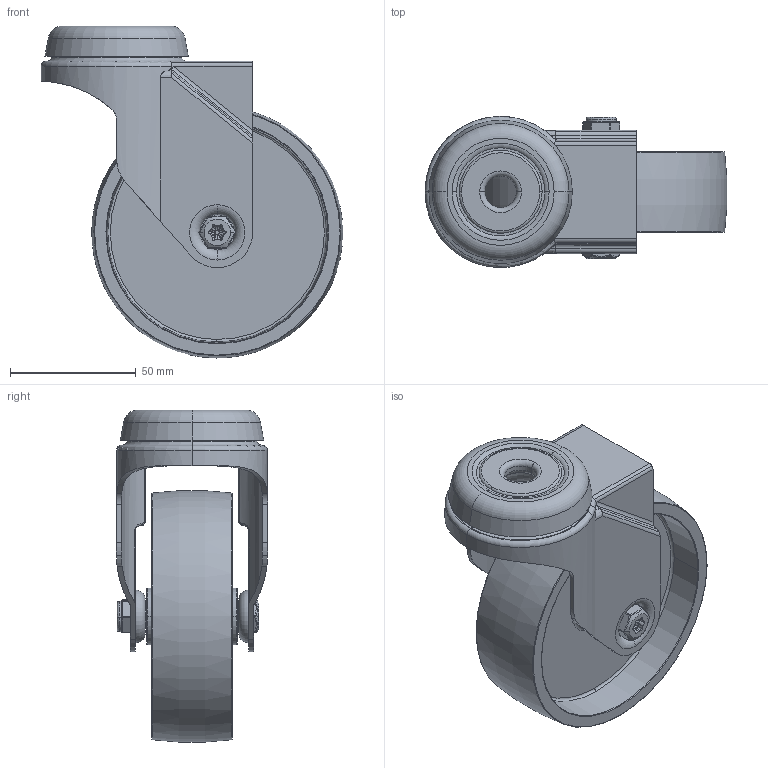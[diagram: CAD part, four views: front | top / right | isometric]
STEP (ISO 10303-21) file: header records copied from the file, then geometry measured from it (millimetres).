
FILE_DESCRIPTION(('STEP AP203'),'1');
FILE_NAME('BZM100NYBH12.STEP','2023-06-12T15:47:25',(' '),(' '),'Spatial InterOp 3D',' ',' ');
FILE_SCHEMA(('CONFIG_CONTROL_DESIGN'));
Length unit declared in the file: metre
Products named in the file (14): BZM100ASBH12; ZINC PLATED PRESSED STEEL FORKS; ZINC PLATED PRESSED STEEL HEAD; BZM100NYBH12; BZM100WNY; NYLON WHEEL; TUBEM10X37; ZINC PLATED AXLE TUBE; BOLTBZM8MM; ZINC PLATED AXLE BOLT; NYLOC NUT; NUT; RUBBER; NYLOCM8Z
Assembly tree (13 placements, depth 4):
  BZM100NYBH12
    BZM100ASBH12
      ZINC PLATED PRESSED STEEL FORKS
      ZINC PLATED PRESSED STEEL HEAD
    BZM100WNY
      NYLON WHEEL
    TUBEM10X37
      ZINC PLATED AXLE TUBE
    BOLTBZM8MM
      ZINC PLATED AXLE BOLT
    NYLOCM8Z
      NYLOC NUT
        NUT
        RUBBER
Bounding box: 119.89 x 60 x 131.89 mm (x, y, z)
Volume: 141165.4 mm3; surface area: 76883.2 mm2
Topology: 7 solids, 7 shells, 396 faces, 970 edges, 598 vertices
Faces by surface type: cylinder 170, torus 88, plane 64, sphere 32, bspline 26, cone 14, extrusion 2
Entity records: 21403 total; most frequent: CARTESIAN_POINT 11169, DIRECTION 2203, ORIENTED_EDGE 1924, AXIS2_PLACEMENT_3D 968, EDGE_CURVE 962, VERTEX_POINT 598, CIRCLE 556, EDGE_LOOP 430
